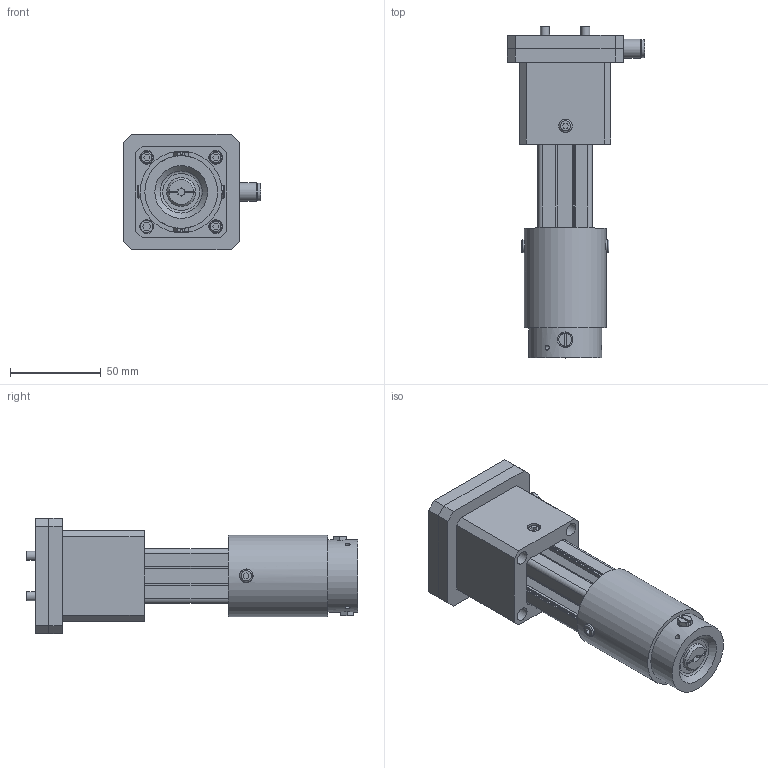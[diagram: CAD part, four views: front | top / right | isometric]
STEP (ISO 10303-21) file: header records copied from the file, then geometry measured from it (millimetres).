
FILE_DESCRIPTION(/* description */ (''),/* implementation_level */ '2;1');
FILE_NAME(/* name */ 'Assembly_SMC_EE.stp',/* time_stamp */ '2022-09-28T07:19:10+01:00',/* author */ ('romanp'),/* organization */ (''),/* preprocessor_version */ 'ST-DEVELOPER v19',/* originating_system */ 'Autodesk Inventor 2023',/* authorisation */ '');
FILE_SCHEMA (('AUTOMOTIVE_DESIGN { 1 0 10303 214 3 1 1 }'));
Length unit declared in the file: millimetre
Products named in the file (17): Assembly2; ITEM30x30x100; m4 lock nut; hex_socket_cylindrical_head_M5x25; KQ2H06-00A; Part1_b_nmew; XT661-4C-X427; _XT661-4C-X427_DUMMY; _XT661-4C-X427_BODY; _M-5P; KQ2H06-M5N; hex_socket_cylindrical_head_M4x20; hex_socket_cylindrical_head_M4x25; Part1_b; Part_1_new_a_magnetic; Part_1_new_b_magnetic; hex_socket_cylindrical_head_M4x10
Assembly tree (34 placements, depth 3):
  Assembly2
    ITEM30x30x100
    hex_socket_cylindrical_head_M5x25  x5
    hex_socket_cylindrical_head_M4x25  x3
    m4 lock nut  x4
    KQ2H06-00A
    hex_socket_cylindrical_head_M4x10  x6
    Part1_b_nmew
    XT661-4C-X427
      _XT661-4C-X427_DUMMY
      _XT661-4C-X427_BODY
      _M-5P  x2
    KQ2H06-M5N
    hex_socket_cylindrical_head_M4x20  x4
    Part1_b
    Part_1_new_a_magnetic
    Part_1_new_b_magnetic
Bounding box: 75.64 x 182.7 x 63.77 mm (x, y, z)
Volume: 235367.9 mm3; surface area: 113316 mm2
Topology: 32 solids, 32 shells, 851 faces, 2057 edges, 1346 vertices
Faces by surface type: plane 490, cylinder 219, cone 67, torus 67, bspline 8
Full cylindrical faces by diameter (mm): 2.6 x3, 3.242 x4, 3.3 x8, 4 x24, 4.1 x20, 4.134 x3, 5 x8, 5.1 x12, 6 x3, 6.8 x3, 7 x16, 7.5 x4, 7.6 x4, 7.9 x1, 8.5 x7, 9.1 x1, 9.7 x3, 9.9 x1, 10.4 x2, 11.5 x1, 14.5 x1, 16 x1, 18 x3, 40 x1, 45 x1
Entity records: 18813 total; most frequent: CARTESIAN_POINT 4809, DIRECTION 2825, ORIENTED_EDGE 2680, EDGE_CURVE 1340, AXIS2_PLACEMENT_3D 999, VERTEX_POINT 882, LINE 827, VECTOR 827
